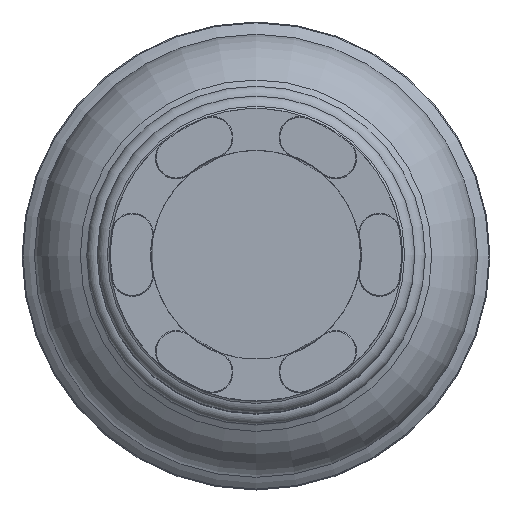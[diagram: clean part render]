
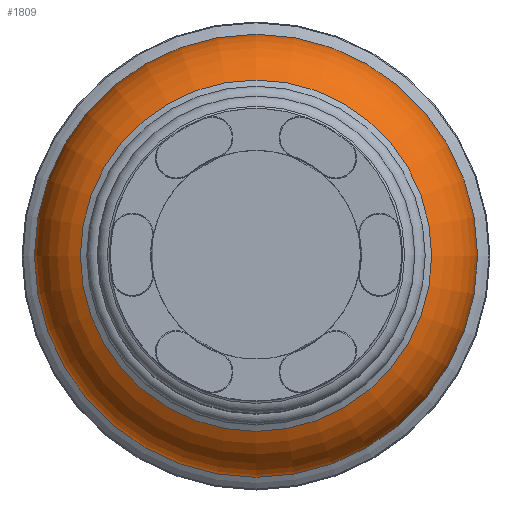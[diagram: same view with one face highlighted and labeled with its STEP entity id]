
A CAD part, top view. The second image highlights one B-rep face of the part: STEP entity #1809.
In plain terms, the highlighted toroidal (fillet/blend) face has major radius 42.011 mm and minor radius 25.4 mm.
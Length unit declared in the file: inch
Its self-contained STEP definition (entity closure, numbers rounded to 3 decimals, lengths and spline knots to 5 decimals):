
#384=FACE_OUTER_BOUND('',#514,.T.);
#514=EDGE_LOOP('',(#1605,#1606,#1607,#1608,#1609,#1610));
#680=CIRCLE('',#2086,2.47105);
#681=CIRCLE('',#2087,2.47105);
#682=CIRCLE('',#2089,2.10223);
#683=CIRCLE('',#2090,2.10223);
#684=CIRCLE('',#2091,1.);
#869=VERTEX_POINT('',#3298);
#870=VERTEX_POINT('',#3300);
#871=VERTEX_POINT('',#3304);
#872=VERTEX_POINT('',#3305);
#1122=EDGE_CURVE('',#870,#869,#680,.T.);
#1123=EDGE_CURVE('',#869,#870,#681,.T.);
#1124=EDGE_CURVE('',#871,#872,#682,.T.);
#1125=EDGE_CURVE('',#872,#871,#683,.T.);
#1126=EDGE_CURVE('',#872,#869,#684,.T.);
#1605=ORIENTED_EDGE('',*,*,#1124,.F.);
#1606=ORIENTED_EDGE('',*,*,#1125,.F.);
#1607=ORIENTED_EDGE('',*,*,#1126,.T.);
#1608=ORIENTED_EDGE('',*,*,#1123,.T.);
#1609=ORIENTED_EDGE('',*,*,#1122,.T.);
#1610=ORIENTED_EDGE('',*,*,#1126,.F.);
#1698=TOROIDAL_SURFACE('',#2088,1.65398,1.);
#1809=ADVANCED_FACE('',(#384),#1698,.T.);
#2086=AXIS2_PLACEMENT_3D('',#3301,#2715,#2716);
#2087=AXIS2_PLACEMENT_3D('',#3302,#2717,#2718);
#2088=AXIS2_PLACEMENT_3D('',#3303,#2719,#2720);
#2089=AXIS2_PLACEMENT_3D('',#3306,#2721,#2722);
#2090=AXIS2_PLACEMENT_3D('',#3307,#2723,#2724);
#2091=AXIS2_PLACEMENT_3D('',#3308,#2725,#2726);
#2715=DIRECTION('center_axis',(0.,0.,1.));
#2716=DIRECTION('ref_axis',(1.,0.,0.));
#2717=DIRECTION('center_axis',(0.,0.,1.));
#2718=DIRECTION('ref_axis',(1.,0.,0.));
#2719=DIRECTION('center_axis',(0.,0.,1.));
#2720=DIRECTION('ref_axis',(1.,0.,0.));
#2721=DIRECTION('center_axis',(0.,0.,1.));
#2722=DIRECTION('ref_axis',(1.,0.,0.));
#2723=DIRECTION('center_axis',(0.,0.,1.));
#2724=DIRECTION('ref_axis',(1.,0.,0.));
#2725=DIRECTION('center_axis',(0.,-1.,0.));
#2726=DIRECTION('ref_axis',(-1.,0.,0.));
#3298=CARTESIAN_POINT('',(-2.47105,0.,0.88));
#3300=CARTESIAN_POINT('',(2.47105,0.,0.88));
#3301=CARTESIAN_POINT('Origin',(0.,0.,0.88));
#3302=CARTESIAN_POINT('Origin',(0.,0.,0.88));
#3303=CARTESIAN_POINT('Origin',(0.,0.,1.45653));
#3304=CARTESIAN_POINT('',(2.10223,0.,2.35044));
#3305=CARTESIAN_POINT('',(-2.10223,0.,2.35044));
#3306=CARTESIAN_POINT('Origin',(0.,0.,2.35044));
#3307=CARTESIAN_POINT('Origin',(0.,0.,2.35044));
#3308=CARTESIAN_POINT('Origin',(-1.65398,0.,
1.45653));
